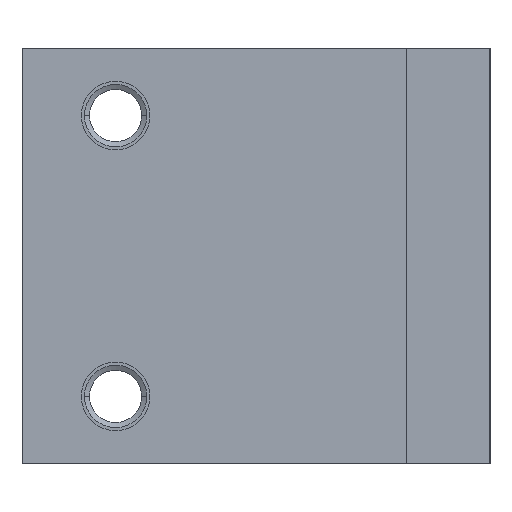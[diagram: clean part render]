
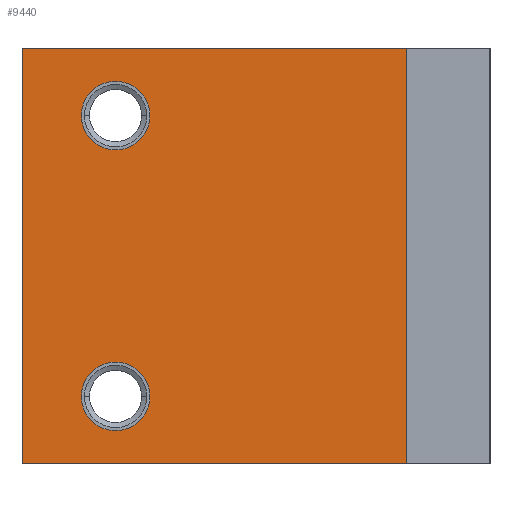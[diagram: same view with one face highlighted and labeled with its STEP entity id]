
A CAD part, left-side view. The second image highlights one B-rep face of the part: STEP entity #9440.
In plain terms, the highlighted planar face has unit normal (-1, 0, 0).
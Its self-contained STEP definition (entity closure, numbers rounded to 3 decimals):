
#680=CARTESIAN_POINT('',(17.5,45.,-0.25));
#690=VERTEX_POINT('',#680);
#720=CARTESIAN_POINT('',(17.5,0.,-0.25));
#730=DIRECTION('',(0.,-1.,0.));
#740=VECTOR('',#730,1.);
#750=LINE('',#720,#740);
#760=CARTESIAN_POINT('',(17.5,8.,-0.25));
#770=VERTEX_POINT('',#760);
#780=EDGE_CURVE('',#690,#770,#750,.T.);
#1480=CARTESIAN_POINT('',(17.5,39.3,6.25));
#1490=VERTEX_POINT('',#1480);
#1520=CARTESIAN_POINT('',(17.5,36.,6.25));
#1530=DIRECTION('',(-1.,0.,0.));
#1540=DIRECTION('',(0.,1.,0.));
#1550=AXIS2_PLACEMENT_3D('',#1520,#1530,#1540);
#1560=CIRCLE('',#1550,3.3);
#1570=CARTESIAN_POINT('',(17.5,32.7,6.25));
#1580=VERTEX_POINT('',#1570);
#1590=EDGE_CURVE('',#1580,#1490,#1560,.T.);
#2390=EDGE_CURVE('',#1490,#1580,#1560,.T.);
#2800=CARTESIAN_POINT('',(17.5,8.,39.75));
#2810=VERTEX_POINT('',#2800);
#2840=CARTESIAN_POINT('',(17.5,0.,39.75));
#2850=DIRECTION('',(0.,-1.,0.));
#2860=VECTOR('',#2850,1.);
#2870=LINE('',#2840,#2860);
#2880=CARTESIAN_POINT('',(17.5,45.,39.75));
#2890=VERTEX_POINT('',#2880);
#2900=EDGE_CURVE('',#2890,#2810,#2870,.T.);
#7490=CARTESIAN_POINT('',(17.5,45.,0.));
#7500=DIRECTION('',(0.,0.,1.));
#7510=VECTOR('',#7500,1.);
#7520=LINE('',#7490,#7510);
#7530=EDGE_CURVE('',#690,#2890,#7520,.T.);
#8080=CARTESIAN_POINT('',(17.5,8.,0.));
#8090=DIRECTION('',(0.,0.,1.));
#8100=VECTOR('',#8090,1.);
#8110=LINE('',#8080,#8100);
#8120=EDGE_CURVE('',#770,#2810,#8110,.T.);
#9140=CARTESIAN_POINT('',(17.5,26.5,19.75));
#9150=DIRECTION('',(-1.,0.,0.));
#9160=DIRECTION('',(0.,0.,1.));
#9170=AXIS2_PLACEMENT_3D('',#9140,#9150,#9160);
#9180=PLANE('',#9170);
#9190=ORIENTED_EDGE('',*,*,#2390,.F.);
#9200=ORIENTED_EDGE('',*,*,#1590,.F.);
#9210=EDGE_LOOP('',(#9200,#9190));
#9220=FACE_BOUND('',#9210,.T.);
#9230=CARTESIAN_POINT('',(17.5,36.,33.25));
#9240=DIRECTION('',(-1.,0.,0.));
#9250=DIRECTION('',(0.,1.,0.));
#9260=AXIS2_PLACEMENT_3D('',#9230,#9240,#9250);
#9270=CIRCLE('',#9260,3.3);
#9280=CARTESIAN_POINT('',(17.5,39.3,33.25));
#9290=VERTEX_POINT('',#9280);
#9300=CARTESIAN_POINT('',(17.5,32.7,33.25));
#9310=VERTEX_POINT('',#9300);
#9320=EDGE_CURVE('',#9290,#9310,#9270,.T.);
#9330=ORIENTED_EDGE('',*,*,#9320,.F.);
#9340=EDGE_CURVE('',#9310,#9290,#9270,.T.);
#9350=ORIENTED_EDGE('',*,*,#9340,.F.);
#9360=EDGE_LOOP('',(#9350,#9330));
#9370=FACE_BOUND('',#9360,.T.);
#9380=ORIENTED_EDGE('',*,*,#8120,.T.);
#9390=ORIENTED_EDGE('',*,*,#780,.T.);
#9400=ORIENTED_EDGE('',*,*,#7530,.F.);
#9410=ORIENTED_EDGE('',*,*,#2900,.F.);
#9420=EDGE_LOOP('',(#9410,#9400,#9390,#9380));
#9430=FACE_OUTER_BOUND('',#9420,.T.);
#9440=ADVANCED_FACE('',(#9220,#9370,#9430),#9180,.T.);
